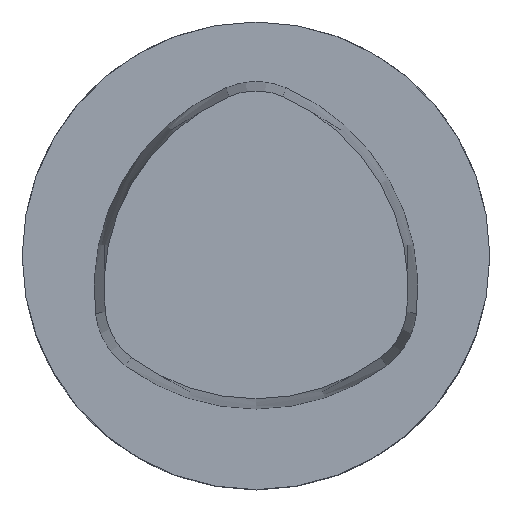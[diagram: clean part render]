
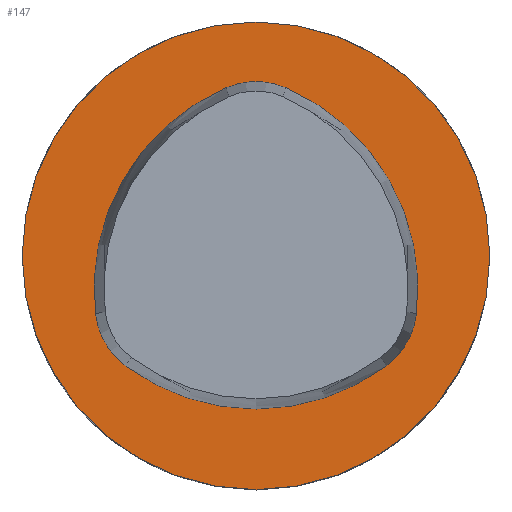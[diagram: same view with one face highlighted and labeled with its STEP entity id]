
A CAD part, top view. The second image highlights one B-rep face of the part: STEP entity #147.
In plain terms, the highlighted planar face has unit normal (0, 0, 1).
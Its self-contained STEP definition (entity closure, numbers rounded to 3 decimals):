
#115=CIRCLE('',#805,25.);
#147=ADVANCED_FACE('',(#219),#187,.T.);
#187=PLANE('',#812);
#219=FACE_OUTER_BOUND('',#268,.T.);
#268=EDGE_LOOP('',(#391));
#391=ORIENTED_EDGE('',*,*,#597,.T.);
#521=VERTEX_POINT('',#1198);
#597=EDGE_CURVE('',#521,#521,#115,.T.);
#805=AXIS2_PLACEMENT_3D('',#1197,#962,#963);
#812=AXIS2_PLACEMENT_3D('',#1218,#980,#981);
#962=DIRECTION('',(0.,0.,1.));
#963=DIRECTION('',(-1.,0.,0.));
#980=DIRECTION('',(0.,0.,1.));
#981=DIRECTION('',(-1.,0.,0.));
#1197=CARTESIAN_POINT('',(0.,0.,0.));
#1198=CARTESIAN_POINT('',(-25.,0.,0.));
#1218=CARTESIAN_POINT('',(0.,0.,0.));
